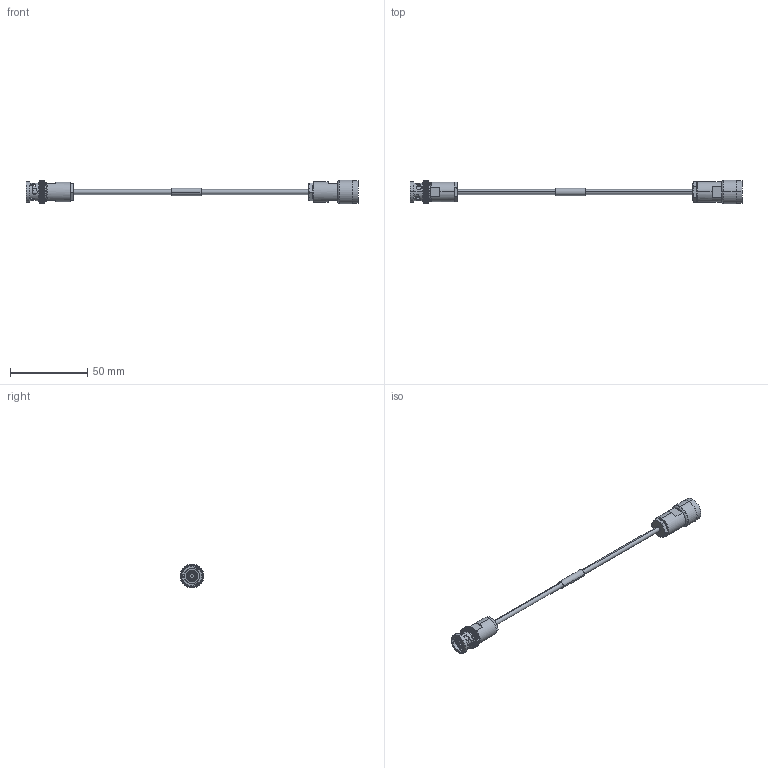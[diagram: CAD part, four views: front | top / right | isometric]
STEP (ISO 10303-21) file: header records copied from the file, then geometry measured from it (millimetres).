
FILE_DESCRIPTION (( 'STEP AP214' ), '1' );
FILE_NAME ('FM3MP2144_3D.step', '2023-08-18T18:47:51', ( '' ), ( '' ), 'SwSTEP 2.0', 'SolidWorks 2022', '' );
FILE_SCHEMA (( 'AUTOMOTIVE_DESIGN' ));
Length unit declared in the file: inch
Products named in the file (11): Copy of 10-06030-XXX-MA2^Copy of 10-06030-XXX_FM3MP2144; Copy of PL375-47_^FM3MP2144; FM3MP2144_3D; Copy of 1AW01-003^FM3MP2144_.182 ID x .75" long; Copy of PL375-47-MA1^Copy of PL375-47__FM3MP2144; Copy of M17-176-00002^FM3MP2144_6"; Copy of 10-06030-XXX-MA1^Copy of 10-06030-XXX_FM3MP2144; Copy of 10-06030-XXX^FM3MP2144; Copy of 10-06030-XXX-MA3^Copy of 10-06030-XXX_FM3MP2144; Copy of PL375-47-MA2^Copy of PL375-47__FM3MP2144; Copy of PL375-47-MA3^Copy of PL375-47__FM3MP2144
Assembly tree (10 placements, depth 3):
  FM3MP2144_3D
    Copy of M17-176-00002^FM3MP2144_6"
    Copy of 10-06030-XXX^FM3MP2144
      Copy of 10-06030-XXX-MA1^Copy of 10-06030-XXX_FM3MP2144
      Copy of 10-06030-XXX-MA2^Copy of 10-06030-XXX_FM3MP2144
      Copy of 10-06030-XXX-MA3^Copy of 10-06030-XXX_FM3MP2144
    Copy of PL375-47_^FM3MP2144
      Copy of PL375-47-MA1^Copy of PL375-47__FM3MP2144
      Copy of PL375-47-MA2^Copy of PL375-47__FM3MP2144
      Copy of PL375-47-MA3^Copy of PL375-47__FM3MP2144
    Copy of 1AW01-003^FM3MP2144_.182 ID x .75" long
Bounding box: 214.85 x 15.24 x 15.24 mm (x, y, z)
Volume: 8271.6 mm3; surface area: 9526.4 mm2
Topology: 8 solids, 8 shells, 904 faces, 2485 edges, 1614 vertices
Faces by surface type: cylinder 438, torus 210, plane 145, cone 96, bspline 15
Entity records: 33419 total; most frequent: CARTESIAN_POINT 9481, ORIENTED_EDGE 4962, DIRECTION 4819, EDGE_CURVE 2481, AXIS2_PLACEMENT_3D 2039, VERTEX_POINT 1614, CIRCLE 1135, EDGE_LOOP 945
